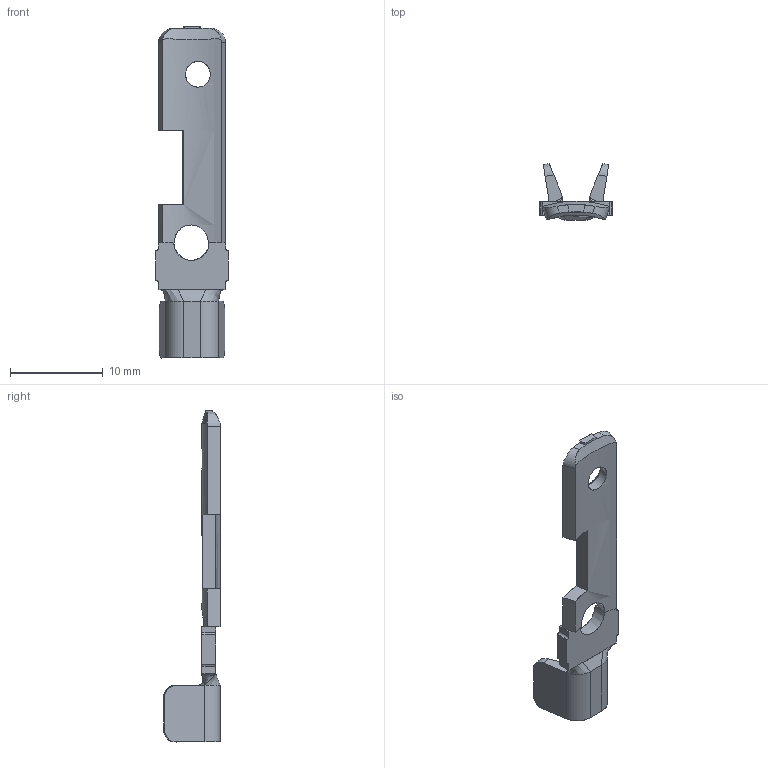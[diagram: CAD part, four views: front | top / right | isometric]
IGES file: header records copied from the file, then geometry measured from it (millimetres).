
Start section: SolidWorks IGES file using analytic representation for surfaces
Global section: file name: MALETLNRW.IGS; native system: SolidWorks 2022; preprocessor: SolidWorks 2022; author: sknight; date: 250529.122948; units: inch
Bounding box: 7.87 x 6.1 x 35.81 mm (x, y, z)
Surface area: 674.9 mm2 (no closed solid volume)
Topology: 0 solids, 0 shells, 190 faces, 1295 edges, 1287 vertices
Faces by surface type: bspline 133, revolution 57
